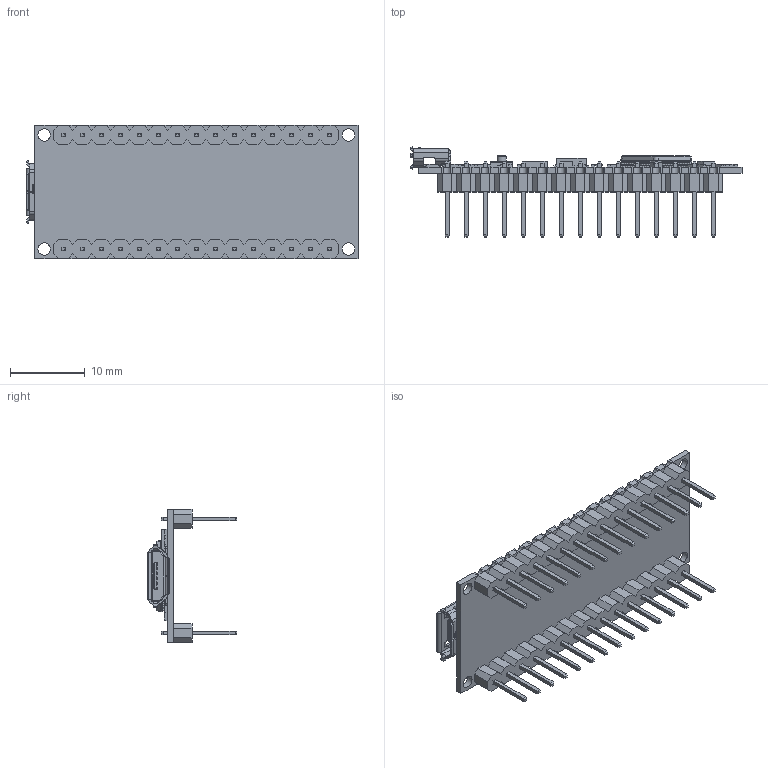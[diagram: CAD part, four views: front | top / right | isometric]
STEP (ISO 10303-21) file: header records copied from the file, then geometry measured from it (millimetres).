
FILE_DESCRIPTION (( 'STEP AP214' ), '1' );
FILE_NAME ('ABX00028.STEP', '2021-04-20T16:02:16', ( '' ), ( '' ), 'SwSTEP 2.0', 'SolidWorks 2017', '' );
FILE_SCHEMA (( 'AUTOMOTIVE_DESIGN' ));
Length unit declared in the file: millimetre
Products named in the file (1): ABX00028
Bounding box: 44.33 x 12 x 17.78 mm (x, y, z)
Volume: 1244.4 mm3; surface area: 4321.7 mm2
Topology: 183 solids, 183 shells, 3087 faces, 7782 edges, 5080 vertices
Faces by surface type: plane 2580, cylinder 475, bspline 24, cone 8
Full cylindrical faces by diameter (mm): 1.016 x30, 1.651 x4
Entity records: 93228 total; most frequent: CARTESIAN_POINT 16414, ORIENTED_EDGE 15492, DIRECTION 14786, EDGE_CURVE 7746, LINE 6758, VECTOR 6758, VERTEX_POINT 5080, AXIS2_PLACEMENT_3D 4014
